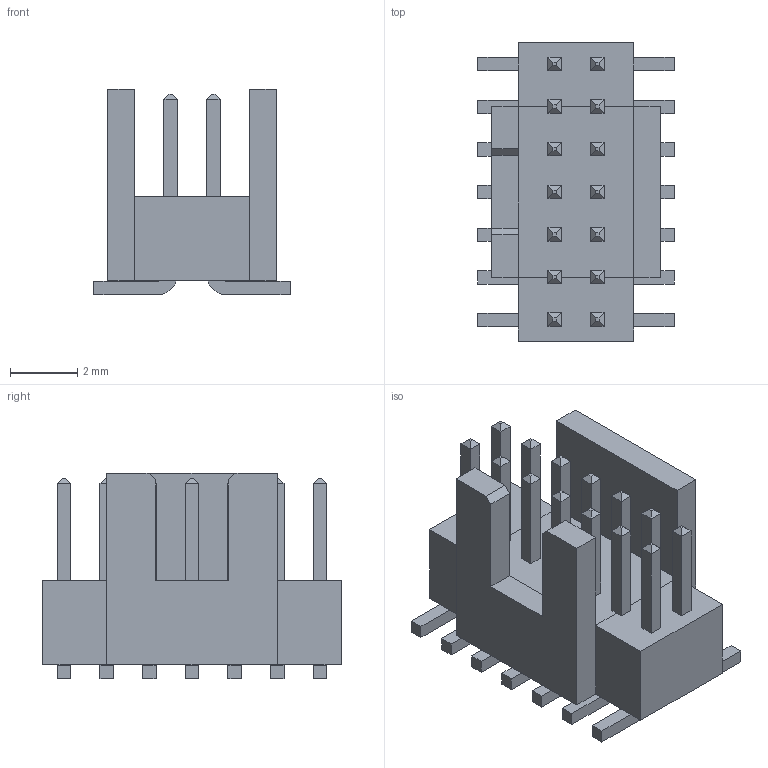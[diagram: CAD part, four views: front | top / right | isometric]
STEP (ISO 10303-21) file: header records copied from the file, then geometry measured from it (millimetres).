
FILE_DESCRIPTION(('FreeCAD Model'),'2;1');
FILE_NAME('Samtec_FTSH-107-01-L-DV-K.step', '2017-06-08T17:52:53',('kicad StepUp'),('ksu MCAD'), 'Open CASCADE STEP processor 6.8','FreeCAD','Unknown');
FILE_SCHEMA(('AUTOMOTIVE_DESIGN_CC2 { 1 2 10303 214 -1 1 5 4 }'));
Length unit declared in the file: millimetre
Products named in the file (1): Samtec_FTSH-107-01-L-DV-K
Bounding box: 5.84 x 8.89 x 6.12 mm (x, y, z)
Volume: 128.9 mm3; surface area: 329.9 mm2
Topology: 1 solids, 1 shells, 255 faces, 625 edges, 392 vertices
Faces by surface type: plane 227, cylinder 28
Entity records: 9102 total; most frequent: CARTESIAN_POINT 1273, ORIENTED_EDGE 1250, DIRECTION 1193, EDGE_CURVE 625, LINE 569, VECTOR 569, VERTEX_POINT 392, AXIS2_PLACEMENT_3D 312
